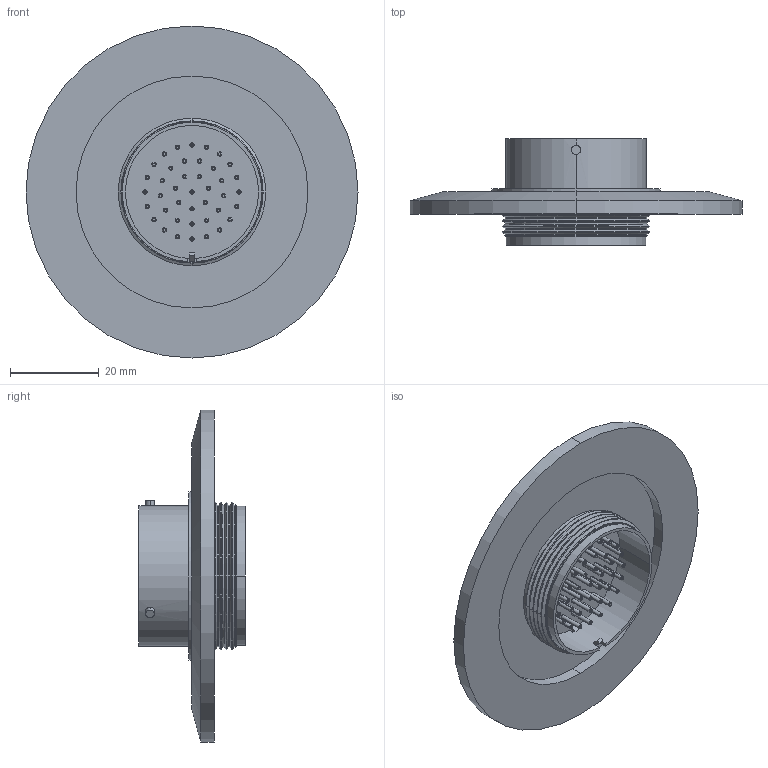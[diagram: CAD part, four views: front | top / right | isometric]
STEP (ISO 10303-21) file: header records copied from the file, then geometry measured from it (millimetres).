
FILE_DESCRIPTION (( 'STEP AP203' ), '1' );
FILE_NAME ('A8233-6-QF.STEP', '2013-04-12T12:36:02', ( '' ), ( '' ), 'SwSTEP 2.0', 'SolidWorks 2012', '' );
FILE_SCHEMA (( 'CONFIG_CONTROL_DESIGN' ));
Length unit declared in the file: inch
Products named in the file (1): A8233-6-QF
Bounding box: 74.93 x 24 x 74.93 mm (x, y, z)
Volume: 19234.9 mm3; surface area: 16442.7 mm2
Topology: 1 solids, 1 shells, 528 faces, 1278 edges, 840 vertices
Faces by surface type: cylinder 211, bspline 164, plane 127, cone 26
Entity records: 17779 total; most frequent: CARTESIAN_POINT 5701, DIRECTION 2608, ORIENTED_EDGE 2556, EDGE_CURVE 1278, AXIS2_PLACEMENT_3D 1139, VERTEX_POINT 840, CIRCLE 774, EDGE_LOOP 620
